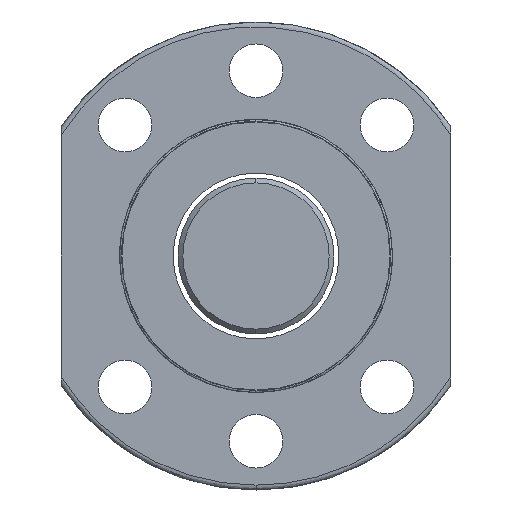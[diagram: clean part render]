
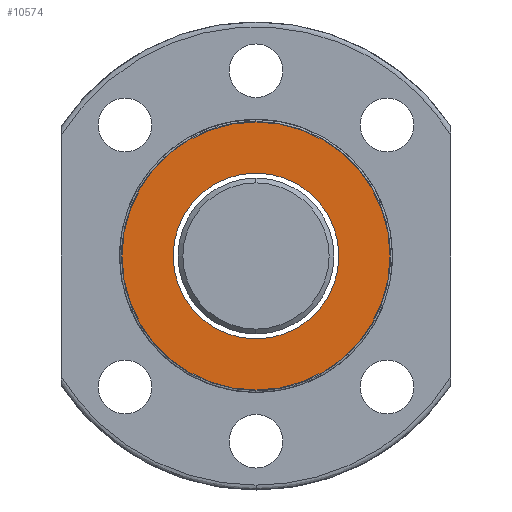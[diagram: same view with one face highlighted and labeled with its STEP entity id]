
A CAD part, left-side view. The second image highlights one B-rep face of the part: STEP entity #10574.
In plain terms, the highlighted planar face has unit normal (-1, 0, 0).
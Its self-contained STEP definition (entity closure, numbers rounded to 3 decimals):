
#1790 = CARTESIAN_POINT ( 'NONE',  ( -74.946, 0., 13.75 ) ) ;
#1874 = CARTESIAN_POINT ( 'NONE',  ( -74.946, 0., 0. ) ) ;
#1895 = CARTESIAN_POINT ( 'NONE',  ( -74.946, 0., -8.5 ) ) ;
#2027 = EDGE_CURVE ( 'NONE', #11448, #8029, #17899, .T. ) ;
#2598 = ORIENTED_EDGE ( 'NONE', *, *, #22610, .T. ) ;
#2881 = EDGE_LOOP ( 'NONE', ( #22260, #2598 ) ) ;
#2900 = CIRCLE ( 'NONE', #7563, 8.5 ) ;
#3280 = CARTESIAN_POINT ( 'NONE',  ( -74.946, 0., 0. ) ) ;
#3446 = EDGE_CURVE ( 'NONE', #5100, #18704, #16946, .T. ) ;
#3507 = CARTESIAN_POINT ( 'NONE',  ( -74.946, 0., 8.5 ) ) ;
#5100 = VERTEX_POINT ( 'NONE', #1790 ) ;
#6372 = DIRECTION ( 'NONE',  ( 0., 0., -1. ) ) ;
#7090 = DIRECTION ( 'NONE',  ( 1., 0., 0. ) ) ;
#7107 = DIRECTION ( 'NONE',  ( 0., 0., -1. ) ) ;
#7563 = AXIS2_PLACEMENT_3D ( 'NONE', #18394, #7090, #24139 ) ;
#8029 = VERTEX_POINT ( 'NONE', #3507 ) ;
#8253 = PLANE ( 'NONE',  #14154 ) ;
#9864 = AXIS2_PLACEMENT_3D ( 'NONE', #1874, #20575, #22497 ) ;
#10426 = ORIENTED_EDGE ( 'NONE', *, *, #10824, .F. ) ;
#10444 = CARTESIAN_POINT ( 'NONE',  ( -74.946, 0., -13.75 ) ) ;
#10574 = ADVANCED_FACE ( 'NONE', ( #18148, #11332 ), #8253, .F. ) ;
#10824 = EDGE_CURVE ( 'NONE', #18704, #5100, #12486, .T. ) ;
#10932 = DIRECTION ( 'NONE',  ( 1., 0., 0. ) ) ;
#11332 = FACE_OUTER_BOUND ( 'NONE', #13339, .T. ) ;
#11448 = VERTEX_POINT ( 'NONE', #1895 ) ;
#12486 = CIRCLE ( 'NONE', #14841, 13.75 ) ;
#13339 = EDGE_LOOP ( 'NONE', ( #10426, #16148 ) ) ;
#13928 = CARTESIAN_POINT ( 'NONE',  ( -74.946, 11.125, 0. ) ) ;
#14154 = AXIS2_PLACEMENT_3D ( 'NONE', #13928, #19632, #6372 ) ;
#14529 = CARTESIAN_POINT ( 'NONE',  ( -74.946, 0., 0. ) ) ;
#14841 = AXIS2_PLACEMENT_3D ( 'NONE', #14529, #22300, #7107 ) ;
#16148 = ORIENTED_EDGE ( 'NONE', *, *, #3446, .F. ) ;
#16946 = CIRCLE ( 'NONE', #22259, 13.75 ) ;
#17899 = CIRCLE ( 'NONE', #9864, 8.5 ) ;
#18148 = FACE_BOUND ( 'NONE', #2881, .T. ) ;
#18394 = CARTESIAN_POINT ( 'NONE',  ( -74.946, 0., 0. ) ) ;
#18704 = VERTEX_POINT ( 'NONE', #10444 ) ;
#19632 = DIRECTION ( 'NONE',  ( 1., 0., 0. ) ) ;
#20575 = DIRECTION ( 'NONE',  ( 1., 0., 0. ) ) ;
#22259 = AXIS2_PLACEMENT_3D ( 'NONE', #3280, #10932, #24215 ) ;
#22260 = ORIENTED_EDGE ( 'NONE', *, *, #2027, .T. ) ;
#22300 = DIRECTION ( 'NONE',  ( 1., 0., 0. ) ) ;
#22497 = DIRECTION ( 'NONE',  ( 0., 0., -1. ) ) ;
#22610 = EDGE_CURVE ( 'NONE', #8029, #11448, #2900, .T. ) ;
#24139 = DIRECTION ( 'NONE',  ( 0., 0., -1. ) ) ;
#24215 = DIRECTION ( 'NONE',  ( 0., 0., -1. ) ) ;
